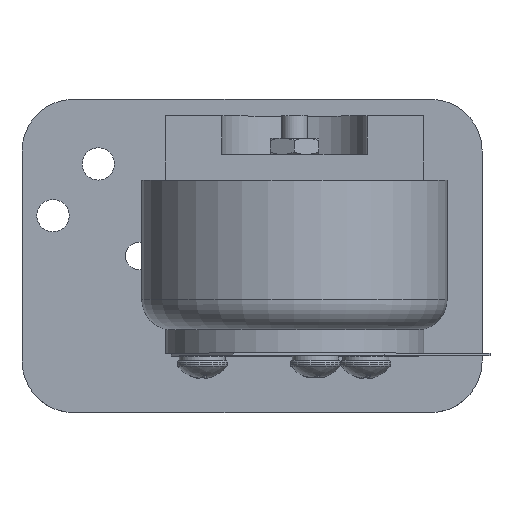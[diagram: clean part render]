
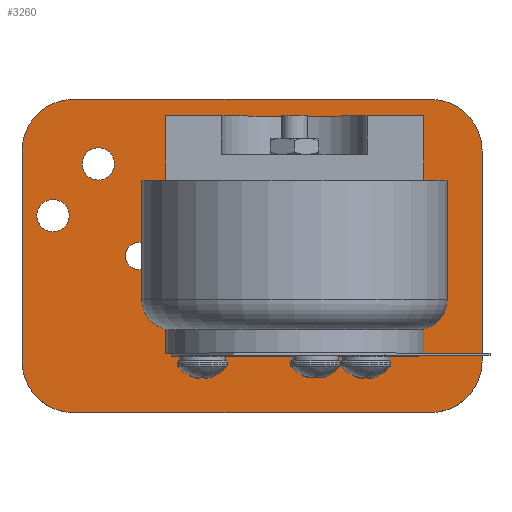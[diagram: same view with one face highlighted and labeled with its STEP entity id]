
A CAD part, top view. The second image highlights one B-rep face of the part: STEP entity #3260.
In plain terms, the highlighted planar face has unit normal (0, 0, 1).
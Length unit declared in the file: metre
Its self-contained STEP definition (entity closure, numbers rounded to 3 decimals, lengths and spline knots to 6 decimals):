
#287=LINE('',#5562,#427);
#294=LINE('',#5580,#434);
#298=LINE('',#5592,#438);
#302=LINE('',#5604,#442);
#427=VECTOR('',#4191,1.);
#434=VECTOR('',#4206,1.);
#438=VECTOR('',#4218,1.);
#442=VECTOR('',#4230,1.);
#557=PLANE('',#3632);
#1019=ORIENTED_EDGE('',*,*,#1773,.T.);
#1020=ORIENTED_EDGE('',*,*,#1774,.T.);
#1021=ORIENTED_EDGE('',*,*,#1775,.T.);
#1022=ORIENTED_EDGE('',*,*,#1776,.T.);
#1023=ORIENTED_EDGE('',*,*,#1777,.T.);
#1024=ORIENTED_EDGE('',*,*,#1778,.T.);
#1025=ORIENTED_EDGE('',*,*,#1779,.T.);
#1026=ORIENTED_EDGE('',*,*,#1749,.T.);
#1027=ORIENTED_EDGE('',*,*,#1753,.T.);
#1028=ORIENTED_EDGE('',*,*,#1758,.T.);
#1029=ORIENTED_EDGE('',*,*,#1761,.T.);
#1030=ORIENTED_EDGE('',*,*,#1764,.F.);
#1031=ORIENTED_EDGE('',*,*,#1767,.T.);
#1032=ORIENTED_EDGE('',*,*,#1770,.F.);
#1033=ORIENTED_EDGE('',*,*,#1772,.T.);
#1749=EDGE_CURVE('',#2172,#2171,#287,.T.);
#1753=EDGE_CURVE('',#2171,#2174,#2461,.T.);
#1758=EDGE_CURVE('',#2174,#2178,#294,.T.);
#1761=EDGE_CURVE('',#2178,#2180,#2463,.T.);
#1764=EDGE_CURVE('',#2182,#2180,#298,.T.);
#1767=EDGE_CURVE('',#2182,#2184,#2465,.T.);
#1770=EDGE_CURVE('',#2186,#2184,#302,.T.);
#1772=EDGE_CURVE('',#2186,#2172,#2467,.T.);
#1773=EDGE_CURVE('',#2187,#2187,#2468,.F.);
#1774=EDGE_CURVE('',#2188,#2188,#2469,.F.);
#1775=EDGE_CURVE('',#2189,#2189,#2470,.F.);
#1776=EDGE_CURVE('',#2190,#2190,#2471,.F.);
#1777=EDGE_CURVE('',#2191,#2191,#2472,.F.);
#1778=EDGE_CURVE('',#2192,#2192,#2473,.F.);
#1779=EDGE_CURVE('',#2193,#2193,#2474,.F.);
#2171=VERTEX_POINT('',#5561);
#2172=VERTEX_POINT('',#5563);
#2174=VERTEX_POINT('',#5569);
#2178=VERTEX_POINT('',#5579);
#2180=VERTEX_POINT('',#5585);
#2182=VERTEX_POINT('',#5591);
#2184=VERTEX_POINT('',#5597);
#2186=VERTEX_POINT('',#5603);
#2187=VERTEX_POINT('',#5610);
#2188=VERTEX_POINT('',#5612);
#2189=VERTEX_POINT('',#5614);
#2190=VERTEX_POINT('',#5616);
#2191=VERTEX_POINT('',#5618);
#2192=VERTEX_POINT('',#5620);
#2193=VERTEX_POINT('',#5622);
#2461=CIRCLE('',#3619,0.00508);
#2463=CIRCLE('',#3623,0.00508);
#2465=CIRCLE('',#3627,0.00508);
#2467=CIRCLE('',#3631,0.00508);
#2468=CIRCLE('',#3633,0.001588);
#2469=CIRCLE('',#3634,0.001588);
#2470=CIRCLE('',#3635,0.001956);
#2471=CIRCLE('',#3636,0.001956);
#2472=CIRCLE('',#3637,0.001353);
#2473=CIRCLE('',#3638,0.001353);
#2474=CIRCLE('',#3639,0.00165);
#2704=EDGE_LOOP('',(#1019));
#2705=EDGE_LOOP('',(#1020));
#2706=EDGE_LOOP('',(#1021));
#2707=EDGE_LOOP('',(#1022));
#2708=EDGE_LOOP('',(#1023));
#2709=EDGE_LOOP('',(#1024));
#2710=EDGE_LOOP('',(#1025));
#2711=EDGE_LOOP('',(#1026,#1027,#1028,#1029,#1030,#1031,#1032,#1033));
#2993=FACE_BOUND('',#2704,.T.);
#2994=FACE_BOUND('',#2705,.T.);
#2995=FACE_BOUND('',#2706,.T.);
#2996=FACE_BOUND('',#2707,.T.);
#2997=FACE_BOUND('',#2708,.T.);
#2998=FACE_BOUND('',#2709,.T.);
#2999=FACE_BOUND('',#2710,.T.);
#3000=FACE_BOUND('',#2711,.T.);
#3260=ADVANCED_FACE('',(#2993,#2994,#2995,#2996,#2997,#2998,#2999,#3000),
#557,.T.);
#3619=AXIS2_PLACEMENT_3D('',#5570,#4198,#4199);
#3623=AXIS2_PLACEMENT_3D('',#5586,#4212,#4213);
#3627=AXIS2_PLACEMENT_3D('',#5598,#4224,#4225);
#3631=AXIS2_PLACEMENT_3D('',#5607,#4235,#4236);
#3632=AXIS2_PLACEMENT_3D('',#5608,#4237,#4238);
#3633=AXIS2_PLACEMENT_3D('',#5609,#4239,#4240);
#3634=AXIS2_PLACEMENT_3D('',#5611,#4241,#4242);
#3635=AXIS2_PLACEMENT_3D('',#5613,#4243,#4244);
#3636=AXIS2_PLACEMENT_3D('',#5615,#4245,#4246);
#3637=AXIS2_PLACEMENT_3D('',#5617,#4247,#4248);
#3638=AXIS2_PLACEMENT_3D('',#5619,#4249,#4250);
#3639=AXIS2_PLACEMENT_3D('',#5621,#4251,#4252);
#4191=DIRECTION('',(0.,1.,0.));
#4198=DIRECTION('',(0.,0.,1.));
#4199=DIRECTION('',(1.,0.,0.));
#4206=DIRECTION('',(-1.,0.,0.));
#4212=DIRECTION('',(0.,0.,1.));
#4213=DIRECTION('',(1.,0.,0.));
#4218=DIRECTION('',(0.,1.,0.));
#4224=DIRECTION('',(0.,0.,1.));
#4225=DIRECTION('',(1.,0.,0.));
#4230=DIRECTION('',(-1.,0.,0.));
#4235=DIRECTION('',(0.,0.,1.));
#4236=DIRECTION('',(1.,0.,0.));
#4237=DIRECTION('',(0.,0.,1.));
#4238=DIRECTION('',(1.,0.,0.));
#4239=DIRECTION('',(0.,0.,1.));
#4240=DIRECTION('',(1.,0.,0.));
#4241=DIRECTION('',(0.,0.,1.));
#4242=DIRECTION('',(1.,0.,0.));
#4243=DIRECTION('',(0.,0.,1.));
#4244=DIRECTION('',(1.,0.,0.));
#4245=DIRECTION('',(0.,0.,1.));
#4246=DIRECTION('',(1.,0.,0.));
#4247=DIRECTION('',(0.,0.,1.));
#4248=DIRECTION('',(1.,0.,0.));
#4249=DIRECTION('',(0.,0.,1.));
#4250=DIRECTION('',(1.,0.,0.));
#4251=DIRECTION('',(0.,0.,1.));
#4252=DIRECTION('',(1.,0.,0.));
#5561=CARTESIAN_POINT('',(0.022606,0.010312,0.00381));
#5562=CARTESIAN_POINT('',(0.022606,0.,0.00381));
#5563=CARTESIAN_POINT('',(0.022606,-0.010312,0.00381));
#5569=CARTESIAN_POINT('',(0.017526,0.015392,0.00381));
#5570=CARTESIAN_POINT('',(0.017526,0.010312,0.00381));
#5579=CARTESIAN_POINT('',(-0.017526,0.015392,0.00381));
#5580=CARTESIAN_POINT('',(0.,0.015392,0.00381));
#5585=CARTESIAN_POINT('',(-0.022606,0.010312,0.00381));
#5586=CARTESIAN_POINT('',(-0.017526,0.010312,0.00381));
#5591=CARTESIAN_POINT('',(-0.022606,-0.010312,0.00381));
#5592=CARTESIAN_POINT('',(-0.022606,0.,0.00381));
#5597=CARTESIAN_POINT('',(-0.017526,-0.015392,0.00381));
#5598=CARTESIAN_POINT('',(-0.017526,-0.010312,0.00381));
#5603=CARTESIAN_POINT('',(0.017526,-0.015392,0.00381));
#5604=CARTESIAN_POINT('',(0.,-0.015392,0.00381));
#5607=CARTESIAN_POINT('',(0.017526,-0.010312,0.00381));
#5608=CARTESIAN_POINT('',(0.,0.,0.00381));
#5609=CARTESIAN_POINT('',(-0.019558,0.003962,0.00381));
#5610=CARTESIAN_POINT('',(-0.017971,0.003962,0.00381));
#5611=CARTESIAN_POINT('',(-0.015113,0.009042,0.00381));
#5612=CARTESIAN_POINT('',(-0.013526,0.009042,0.00381));
#5613=CARTESIAN_POINT('',(-0.005359,0.010566,0.00381));
#5614=CARTESIAN_POINT('',(-0.003404,0.010566,0.00381));
#5615=CARTESIAN_POINT('',(0.013691,0.010566,0.00381));
#5616=CARTESIAN_POINT('',(0.015646,0.010566,0.00381));
#5617=CARTESIAN_POINT('',(-0.011113,0.,0.00381));
#5618=CARTESIAN_POINT('',(-0.00976,0.,0.00381));
#5619=CARTESIAN_POINT('',(0.011113,0.,0.00381));
#5620=CARTESIAN_POINT('',(0.012465,0.,0.00381));
#5621=CARTESIAN_POINT('',(0.,0.,0.00381));
#5622=CARTESIAN_POINT('',(0.00165,0.,0.00381));
